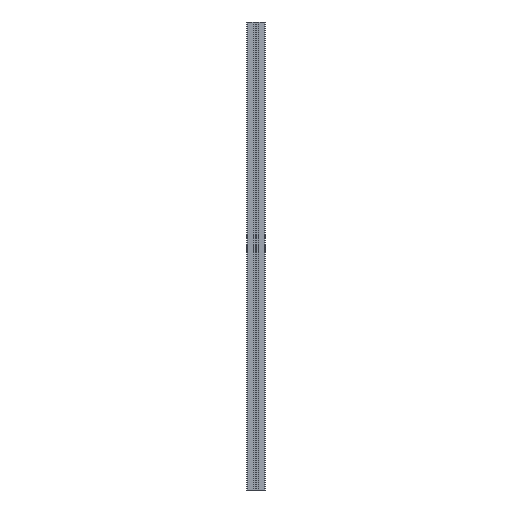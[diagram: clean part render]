
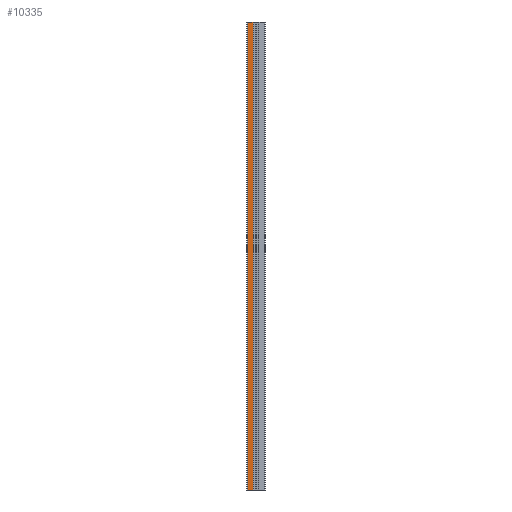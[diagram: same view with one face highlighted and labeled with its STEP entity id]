
A CAD part, left-side view. The second image highlights one B-rep face of the part: STEP entity #10335.
In plain terms, the highlighted planar face has unit normal (-1, 0, 0).
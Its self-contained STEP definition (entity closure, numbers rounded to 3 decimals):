
#588 = LINE ( 'NONE', #11963, #5890 ) ;
#623 = EDGE_CURVE ( 'NONE', #2318, #5286, #7252, .T. ) ;
#807 = DIRECTION ( 'NONE',  ( 0., 0., -1. ) ) ;
#1012 = FACE_OUTER_BOUND ( 'NONE', #4326, .T. ) ;
#1499 = ORIENTED_EDGE ( 'NONE', *, *, #7870, .T. ) ;
#1556 = CARTESIAN_POINT ( 'NONE',  ( -20., 20., -1000. ) ) ;
#2318 = VERTEX_POINT ( 'NONE', #5346 ) ;
#2536 = DIRECTION ( 'NONE',  ( 0., 0., -1. ) ) ;
#2876 = CARTESIAN_POINT ( 'NONE',  ( -20., 6.325, -1000. ) ) ;
#3381 = CARTESIAN_POINT ( 'NONE',  ( -20., 20., 0. ) ) ;
#3398 = PLANE ( 'NONE',  #10677 ) ;
#4326 = EDGE_LOOP ( 'NONE', ( #6266, #1499, #6159, #7933 ) ) ;
#4476 = CARTESIAN_POINT ( 'NONE',  ( -20., 20., -1000. ) ) ;
#5286 = VERTEX_POINT ( 'NONE', #10767 ) ;
#5346 = CARTESIAN_POINT ( 'NONE',  ( -20., 6.325, 0. ) ) ;
#5541 = DIRECTION ( 'NONE',  ( -1., 0., 0. ) ) ;
#5695 = DIRECTION ( 'NONE',  ( 0., 1., 0. ) ) ;
#5753 = VECTOR ( 'NONE', #807, 1000. ) ;
#5890 = VECTOR ( 'NONE', #2536, 1000. ) ;
#6159 = ORIENTED_EDGE ( 'NONE', *, *, #11048, .F. ) ;
#6266 = ORIENTED_EDGE ( 'NONE', *, *, #623, .T. ) ;
#7252 = LINE ( 'NONE', #3381, #7576 ) ;
#7576 = VECTOR ( 'NONE', #5695, 1000. ) ;
#7839 = DIRECTION ( 'NONE',  ( 0., 1., 0. ) ) ;
#7870 = EDGE_CURVE ( 'NONE', #5286, #10741, #588, .T. ) ;
#7933 = ORIENTED_EDGE ( 'NONE', *, *, #11504, .F. ) ;
#8395 = CARTESIAN_POINT ( 'NONE',  ( -20., 18., -1000. ) ) ;
#8544 = LINE ( 'NONE', #2876, #5753 ) ;
#8865 = VECTOR ( 'NONE', #7839, 1000. ) ;
#9759 = VERTEX_POINT ( 'NONE', #10334 ) ;
#10334 = CARTESIAN_POINT ( 'NONE',  ( -20., 6.325, -1000. ) ) ;
#10335 = ADVANCED_FACE ( 'NONE', ( #1012 ), #3398, .T. ) ;
#10677 = AXIS2_PLACEMENT_3D ( 'NONE', #4476, #5541, #12883 ) ;
#10741 = VERTEX_POINT ( 'NONE', #8395 ) ;
#10767 = CARTESIAN_POINT ( 'NONE',  ( -20., 18., 0. ) ) ;
#11048 = EDGE_CURVE ( 'NONE', #9759, #10741, #11668, .T. ) ;
#11504 = EDGE_CURVE ( 'NONE', #2318, #9759, #8544, .T. ) ;
#11668 = LINE ( 'NONE', #1556, #8865 ) ;
#11963 = CARTESIAN_POINT ( 'NONE',  ( -20., 18., -1000. ) ) ;
#12883 = DIRECTION ( 'NONE',  ( 0., 1., 0. ) ) ;
